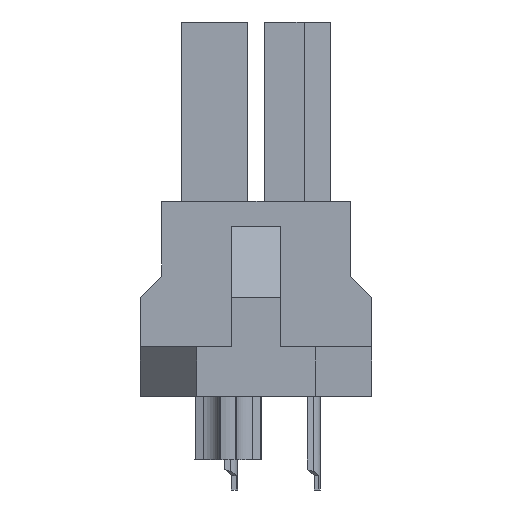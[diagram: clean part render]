
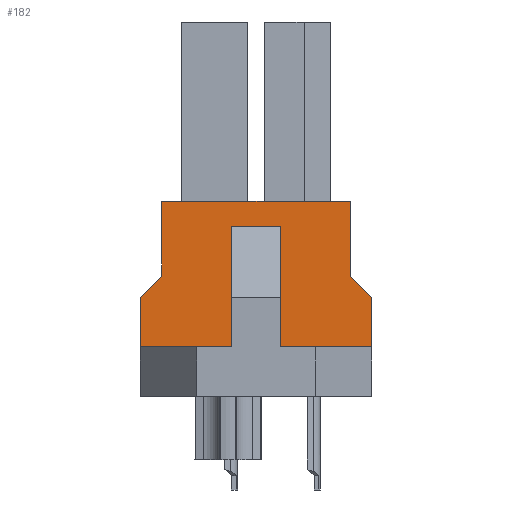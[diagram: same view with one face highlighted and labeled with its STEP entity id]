
A CAD part, left-side view. The second image highlights one B-rep face of the part: STEP entity #182.
In plain terms, the highlighted planar face has unit normal (-1, 0, 0).
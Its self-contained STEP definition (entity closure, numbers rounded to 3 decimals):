
#182=ADVANCED_FACE('',(#601),#399,.T.);
#399=PLANE('',#4256);
#601=FACE_OUTER_BOUND('',#822,.T.);
#822=EDGE_LOOP('',(#1389,#1390,#1391,#1392,#1393,#1394,#1395,#1396,#1397,
#1398,#1399,#1400));
#1389=ORIENTED_EDGE('',*,*,#2792,.F.);
#1390=ORIENTED_EDGE('',*,*,#2637,.F.);
#1391=ORIENTED_EDGE('',*,*,#2766,.F.);
#1392=ORIENTED_EDGE('',*,*,#2777,.F.);
#1393=ORIENTED_EDGE('',*,*,#2830,.T.);
#1394=ORIENTED_EDGE('',*,*,#2836,.T.);
#1395=ORIENTED_EDGE('',*,*,#2837,.T.);
#1396=ORIENTED_EDGE('',*,*,#2820,.T.);
#1397=ORIENTED_EDGE('',*,*,#2838,.F.);
#1398=ORIENTED_EDGE('',*,*,#2839,.F.);
#1399=ORIENTED_EDGE('',*,*,#2784,.F.);
#1400=ORIENTED_EDGE('',*,*,#2821,.T.);
#2241=VERTEX_POINT('',#5748);
#2242=VERTEX_POINT('',#5750);
#2342=VERTEX_POINT('',#5993);
#2345=VERTEX_POINT('',#6002);
#2352=VERTEX_POINT('',#6022);
#2355=VERTEX_POINT('',#6034);
#2356=VERTEX_POINT('',#6036);
#2362=VERTEX_POINT('',#6052);
#2381=VERTEX_POINT('',#6102);
#2382=VERTEX_POINT('',#6104);
#2388=VERTEX_POINT('',#6135);
#2389=VERTEX_POINT('',#6138);
#2637=EDGE_CURVE('',#2241,#2242,#3202,.T.);
#2766=EDGE_CURVE('',#2345,#2241,#3321,.T.);
#2777=EDGE_CURVE('',#2352,#2345,#3332,.T.);
#2784=EDGE_CURVE('',#2355,#2356,#3339,.T.);
#2792=EDGE_CURVE('',#2242,#2362,#3347,.T.);
#2820=EDGE_CURVE('',#2381,#2382,#3375,.T.);
#2821=EDGE_CURVE('',#2355,#2362,#3376,.T.);
#2830=EDGE_CURVE('',#2352,#2342,#3385,.T.);
#2836=EDGE_CURVE('',#2342,#2388,#3391,.T.);
#2837=EDGE_CURVE('',#2388,#2381,#3392,.T.);
#2838=EDGE_CURVE('',#2389,#2382,#3393,.T.);
#2839=EDGE_CURVE('',#2356,#2389,#3394,.T.);
#3202=LINE('',#5749,#3735);
#3321=LINE('',#6003,#3854);
#3332=LINE('',#6023,#3865);
#3339=LINE('',#6035,#3872);
#3347=LINE('',#6051,#3880);
#3375=LINE('',#6105,#3908);
#3376=LINE('',#6107,#3909);
#3385=LINE('',#6123,#3918);
#3391=LINE('',#6134,#3924);
#3392=LINE('',#6136,#3925);
#3393=LINE('',#6137,#3926);
#3394=LINE('',#6139,#3927);
#3735=VECTOR('',#4622,1.);
#3854=VECTOR('',#4803,1.);
#3865=VECTOR('',#4818,1.);
#3872=VECTOR('',#4829,1.);
#3880=VECTOR('',#4841,1.);
#3908=VECTOR('',#4879,1.);
#3909=VECTOR('',#4882,1.);
#3918=VECTOR('',#4899,1.);
#3924=VECTOR('',#4911,1.);
#3925=VECTOR('',#4912,1.);
#3926=VECTOR('',#4913,1.);
#3927=VECTOR('',#4914,1.);
#4256=AXIS2_PLACEMENT_3D('',#6140,#4915,#4916);
#4622=DIRECTION('',(0.,-1.,0.));
#4803=DIRECTION('',(0.,0.,1.));
#4818=DIRECTION('',(0.,-0.707,0.707));
#4829=DIRECTION('',(0.,0.,-1.));
#4841=DIRECTION('',(0.,0.,-1.));
#4879=DIRECTION('',(0.,-1.,0.));
#4882=DIRECTION('',(0.,0.707,0.707));
#4899=DIRECTION('',(0.,0.,-1.));
#4911=DIRECTION('',(0.,-1.,0.));
#4912=DIRECTION('',(0.,0.,1.));
#4913=DIRECTION('',(0.,0.,1.));
#4914=DIRECTION('',(0.,1.,0.));
#4915=DIRECTION('',(-1.,0.,0.));
#4916=DIRECTION('',(0.,0.,1.));
#5748=CARTESIAN_POINT('',(-3.42,3.43,7.08));
#5749=CARTESIAN_POINT('',(-3.42,-4.2,7.08));
#5750=CARTESIAN_POINT('',(-3.42,-3.43,7.08));
#5993=CARTESIAN_POINT('',(-3.42,4.2,1.8));
#6002=CARTESIAN_POINT('',(-3.42,3.43,4.37));
#6003=CARTESIAN_POINT('',(-3.42,3.43,7.08));
#6022=CARTESIAN_POINT('',(-3.42,4.2,3.6));
#6023=CARTESIAN_POINT('',(-3.42,3.43,4.37));
#6034=CARTESIAN_POINT('',(-3.42,-4.2,3.6));
#6035=CARTESIAN_POINT('',(-3.42,-4.2,7.08));
#6036=CARTESIAN_POINT('',(-3.42,-4.2,1.8));
#6051=CARTESIAN_POINT('',(-3.42,-3.43,4.37));
#6052=CARTESIAN_POINT('',(-3.42,-3.43,4.37));
#6102=CARTESIAN_POINT('',(-3.42,0.9,6.18));
#6104=CARTESIAN_POINT('',(-3.42,-0.9,6.18));
#6105=CARTESIAN_POINT('',(-3.42,-4.2,6.18));
#6107=CARTESIAN_POINT('',(-3.42,-4.2,3.6));
#6123=CARTESIAN_POINT('',(-3.42,4.2,7.08));
#6134=CARTESIAN_POINT('',(-3.42,3.43,1.8));
#6135=CARTESIAN_POINT('',(-3.42,0.9,1.8));
#6136=CARTESIAN_POINT('',(-3.42,0.9,1.8));
#6137=CARTESIAN_POINT('',(-3.42,-0.9,1.8));
#6138=CARTESIAN_POINT('',(-3.42,-0.9,1.8));
#6139=CARTESIAN_POINT('',(-3.42,-3.43,1.8));
#6140=CARTESIAN_POINT('',(-3.42,-4.2,6.18));
